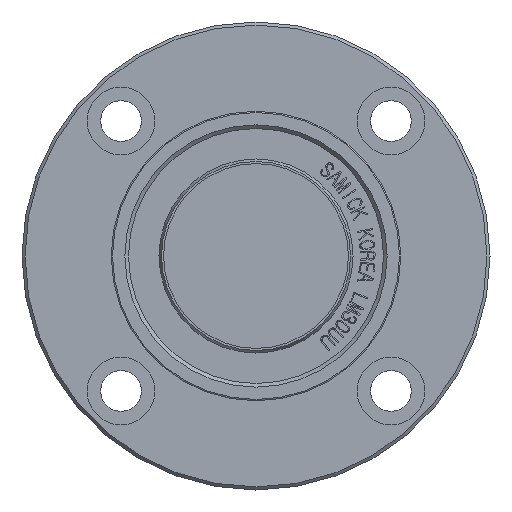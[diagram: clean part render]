
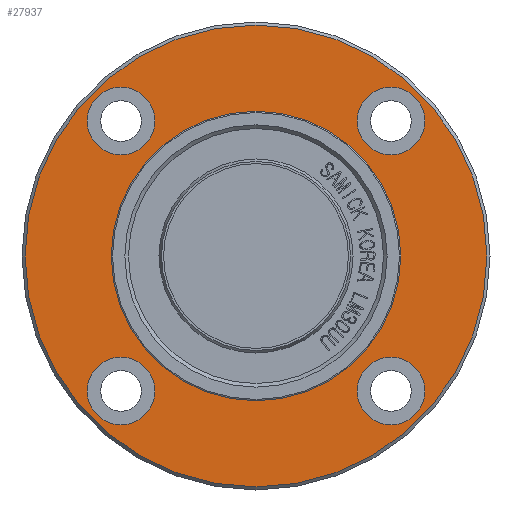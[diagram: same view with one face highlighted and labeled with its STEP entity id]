
A CAD part, front view. The second image highlights one B-rep face of the part: STEP entity #27937.
In plain terms, the highlighted planar face has unit normal (0, -1, 0).
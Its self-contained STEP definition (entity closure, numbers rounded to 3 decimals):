
#27547=CARTESIAN_POINT('',(-16.42,-34.,-21.92));
#27548=VERTEX_POINT('',#27547);
#27549=CARTESIAN_POINT('',(-21.92,-34.,-21.92));
#27550=DIRECTION('',(0.0,1.0,0.0));
#27551=DIRECTION('',(1.0,0.0,0.0));
#27552=AXIS2_PLACEMENT_3D('',#27549,#27550,#27551);
#27553=CIRCLE('',#27552,5.5);
#27554=EDGE_CURVE('',#27548,#27548,#27553,.T.);
#27615=CARTESIAN_POINT('',(27.42,-34.,-21.92));
#27616=VERTEX_POINT('',#27615);
#27617=CARTESIAN_POINT('',(21.92,-34.,-21.92));
#27618=DIRECTION('',(0.0,1.0,0.0));
#27619=DIRECTION('',(1.0,0.0,0.0));
#27620=AXIS2_PLACEMENT_3D('',#27617,#27618,#27619);
#27621=CIRCLE('',#27620,5.5);
#27622=EDGE_CURVE('',#27616,#27616,#27621,.T.);
#27683=CARTESIAN_POINT('',(27.42,-34.,21.92));
#27684=VERTEX_POINT('',#27683);
#27685=CARTESIAN_POINT('',(21.92,-34.,21.92));
#27686=DIRECTION('',(0.0,1.0,0.0));
#27687=DIRECTION('',(1.0,0.0,0.0));
#27688=AXIS2_PLACEMENT_3D('',#27685,#27686,#27687);
#27689=CIRCLE('',#27688,5.5);
#27690=EDGE_CURVE('',#27684,#27684,#27689,.T.);
#27751=CARTESIAN_POINT('',(-16.42,-34.,21.92));
#27752=VERTEX_POINT('',#27751);
#27753=CARTESIAN_POINT('',(-21.92,-34.,21.92));
#27754=DIRECTION('',(0.0,1.0,0.0));
#27755=DIRECTION('',(1.0,0.0,0.0));
#27756=AXIS2_PLACEMENT_3D('',#27753,#27754,#27755);
#27757=CIRCLE('',#27756,5.5);
#27758=EDGE_CURVE('',#27752,#27752,#27757,.T.);
#27791=CARTESIAN_POINT('',(23.5,-34.0,0.0));
#27792=VERTEX_POINT('',#27791);
#27793=CARTESIAN_POINT('',(0.0,-34.0,0.0));
#27794=DIRECTION('',(0.0,-1.0,0.0));
#27795=DIRECTION('',(1.0,0.0,0.0));
#27796=AXIS2_PLACEMENT_3D('',#27793,#27794,#27795);
#27797=CIRCLE('',#27796,23.5);
#27798=EDGE_CURVE('',#27792,#27792,#27797,.T.);
#27899=CARTESIAN_POINT('',(37.5,-34.,0.0));
#27900=VERTEX_POINT('',#27899);
#27901=CARTESIAN_POINT('',(0.0,-34.,0.0));
#27902=DIRECTION('',(0.0,-1.0,0.0));
#27903=DIRECTION('',(1.0,0.0,0.0));
#27904=AXIS2_PLACEMENT_3D('',#27901,#27902,#27903);
#27905=CIRCLE('',#27904,37.5);
#27906=EDGE_CURVE('',#27900,#27900,#27905,.T.);
#27914=CARTESIAN_POINT('',(30.5,-34.,0.0));
#27915=DIRECTION('',(0.0,-1.0,0.0));
#27916=DIRECTION('',(0.0,0.0,-1.0));
#27917=AXIS2_PLACEMENT_3D('',#27914,#27915,#27916);
#27918=PLANE('',#27917);
#27919=ORIENTED_EDGE('',*,*,#27906,.T.);
#27920=EDGE_LOOP('',(#27919));
#27921=FACE_OUTER_BOUND('',#27920,.T.);
#27922=ORIENTED_EDGE('',*,*,#27554,.T.);
#27923=EDGE_LOOP('',(#27922));
#27924=FACE_BOUND('',#27923,.T.);
#27925=ORIENTED_EDGE('',*,*,#27622,.T.);
#27926=EDGE_LOOP('',(#27925));
#27927=FACE_BOUND('',#27926,.T.);
#27928=ORIENTED_EDGE('',*,*,#27690,.T.);
#27929=EDGE_LOOP('',(#27928));
#27930=FACE_BOUND('',#27929,.T.);
#27931=ORIENTED_EDGE('',*,*,#27758,.T.);
#27932=EDGE_LOOP('',(#27931));
#27933=FACE_BOUND('',#27932,.T.);
#27934=ORIENTED_EDGE('',*,*,#27798,.F.);
#27935=EDGE_LOOP('',(#27934));
#27936=FACE_BOUND('',#27935,.T.);
#27937=ADVANCED_FACE('',(#27921,#27924,#27927,#27930,#27933,#27936),#27918,.T.);
